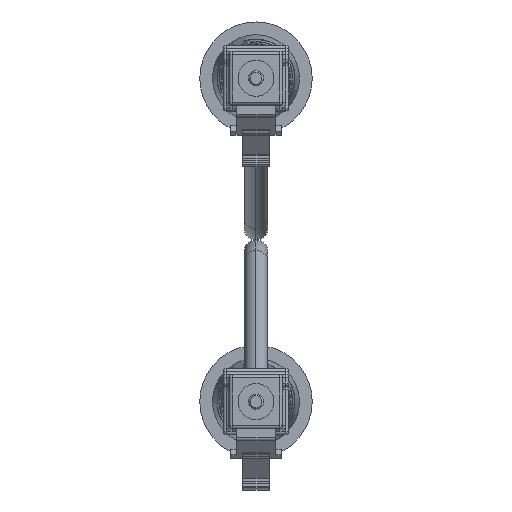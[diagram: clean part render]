
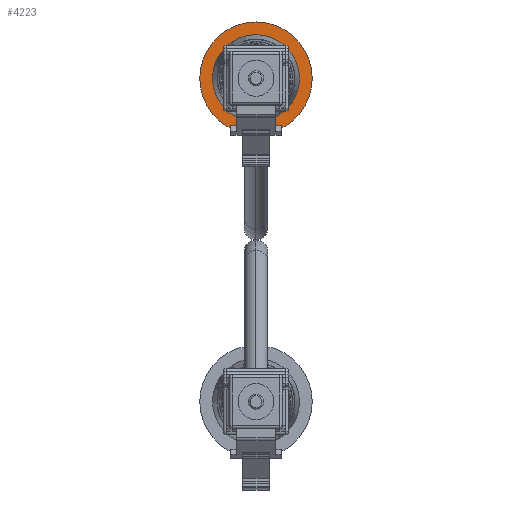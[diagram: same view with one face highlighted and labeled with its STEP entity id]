
A CAD part, left-side view. The second image highlights one B-rep face of the part: STEP entity #4223.
In plain terms, the highlighted face is planar.
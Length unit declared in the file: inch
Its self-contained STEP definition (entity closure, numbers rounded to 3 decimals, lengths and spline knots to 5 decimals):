
#133 = CARTESIAN_POINT ( 'NONE',  ( 0., 0., -0.075 ) ) ;
#151 = CIRCLE ( 'NONE', #3945, 0.1875 ) ;
#286 = DIRECTION ( 'NONE',  ( 0., 1., 0. ) ) ;
#471 = CARTESIAN_POINT ( 'NONE',  ( 0., 0., 0. ) ) ;
#546 = DIRECTION ( 'NONE',  ( 0., 1., 0. ) ) ;
#662 = VERTEX_POINT ( 'NONE', #12274 ) ;
#734 = DIRECTION ( 'NONE',  ( 0., -1., 0. ) ) ;
#1445 = EDGE_CURVE ( 'NONE', #6904, #662, #4384, .T. ) ;
#2150 = ORIENTED_EDGE ( 'NONE', *, *, #13473, .F. ) ;
#2184 = CIRCLE ( 'NONE', #5459, 0.075 ) ;
#2823 = CARTESIAN_POINT ( 'NONE',  ( 0., 0., 0. ) ) ;
#3264 = DIRECTION ( 'NONE',  ( 0., 0., 1. ) ) ;
#3364 = ORIENTED_EDGE ( 'NONE', *, *, #3627, .F. ) ;
#3606 = CIRCLE ( 'NONE', #14857, 0.075 ) ;
#3627 = EDGE_CURVE ( 'NONE', #662, #6904, #151, .T. ) ;
#3945 = AXIS2_PLACEMENT_3D ( 'NONE', #6798, #7037, #3264 ) ;
#4223 = ADVANCED_FACE ( 'NONE', ( #7629, #6439 ), #14743, .F. ) ;
#4364 = DIRECTION ( 'NONE',  ( 0., 0., 1. ) ) ;
#4384 = CIRCLE ( 'NONE', #8894, 0.1875 ) ;
#5459 = AXIS2_PLACEMENT_3D ( 'NONE', #2823, #13787, #13718 ) ;
#5620 = CARTESIAN_POINT ( 'NONE',  ( 0., 0., 0.075 ) ) ;
#5660 = ORIENTED_EDGE ( 'NONE', *, *, #1445, .F. ) ;
#6439 = FACE_OUTER_BOUND ( 'NONE', #14762, .T. ) ;
#6798 = CARTESIAN_POINT ( 'NONE',  ( 0., 0., 0. ) ) ;
#6904 = VERTEX_POINT ( 'NONE', #13081 ) ;
#7037 = DIRECTION ( 'NONE',  ( 0., 1., 0. ) ) ;
#7278 = VERTEX_POINT ( 'NONE', #133 ) ;
#7629 = FACE_BOUND ( 'NONE', #14787, .T. ) ;
#7994 = CARTESIAN_POINT ( 'NONE',  ( 0., 0., 0. ) ) ;
#8632 = CARTESIAN_POINT ( 'NONE',  ( 0., 0., 0. ) ) ;
#8894 = AXIS2_PLACEMENT_3D ( 'NONE', #471, #546, #12434 ) ;
#8951 = DIRECTION ( 'NONE',  ( 0., 0., 1. ) ) ;
#9366 = EDGE_CURVE ( 'NONE', #7278, #13156, #3606, .T. ) ;
#10994 = AXIS2_PLACEMENT_3D ( 'NONE', #8632, #286, #8951 ) ;
#11685 = ORIENTED_EDGE ( 'NONE', *, *, #9366, .F. ) ;
#12274 = CARTESIAN_POINT ( 'NONE',  ( 0., 0., 0.1875 ) ) ;
#12434 = DIRECTION ( 'NONE',  ( 0., 0., 1. ) ) ;
#13081 = CARTESIAN_POINT ( 'NONE',  ( 0., 0., -0.1875 ) ) ;
#13156 = VERTEX_POINT ( 'NONE', #5620 ) ;
#13473 = EDGE_CURVE ( 'NONE', #13156, #7278, #2184, .T. ) ;
#13718 = DIRECTION ( 'NONE',  ( 0., 0., 1. ) ) ;
#13787 = DIRECTION ( 'NONE',  ( 0., -1., 0. ) ) ;
#14743 = PLANE ( 'NONE',  #10994 ) ;
#14762 = EDGE_LOOP ( 'NONE', ( #5660, #3364 ) ) ;
#14787 = EDGE_LOOP ( 'NONE', ( #2150, #11685 ) ) ;
#14857 = AXIS2_PLACEMENT_3D ( 'NONE', #7994, #734, #4364 ) ;
